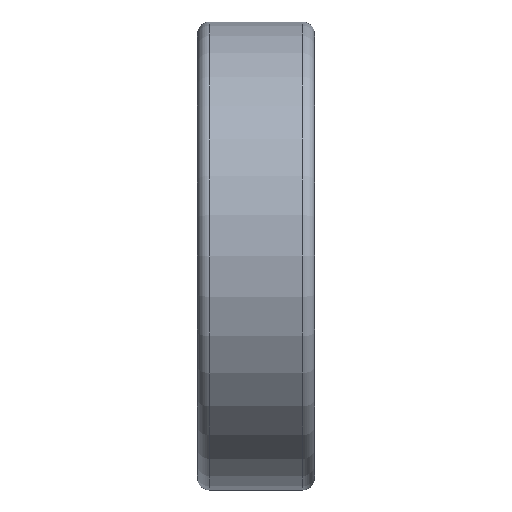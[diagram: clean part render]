
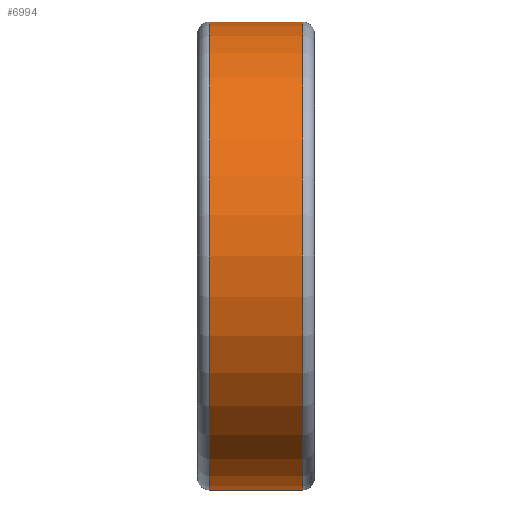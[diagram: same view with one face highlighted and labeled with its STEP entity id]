
A CAD part, front view. The second image highlights one B-rep face of the part: STEP entity #6994.
In plain terms, the highlighted cylindrical face has radius 100 mm (diameter 200 mm), a partial arc.
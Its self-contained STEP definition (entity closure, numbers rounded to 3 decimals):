
#437 = DIRECTION ( 'NONE',  ( -1., 0., 0. ) ) ;
#540 = AXIS2_PLACEMENT_3D ( 'NONE', #6220, #9943, #7237 ) ;
#753 = DIRECTION ( 'NONE',  ( -1., 0., 0. ) ) ;
#2173 = EDGE_CURVE ( 'NONE', #4130, #16650, #3077, .T. ) ;
#2308 = CARTESIAN_POINT ( 'NONE',  ( -20., 0., -100. ) ) ;
#3058 = CARTESIAN_POINT ( 'NONE',  ( -32.872, 0., 0. ) ) ;
#3077 = LINE ( 'NONE', #9402, #9469 ) ;
#4130 = VERTEX_POINT ( 'NONE', #14771 ) ;
#4414 = ORIENTED_EDGE ( 'NONE', *, *, #2173, .F. ) ;
#4543 = CARTESIAN_POINT ( 'NONE',  ( 20., 0., 0. ) ) ;
#5210 = EDGE_CURVE ( 'NONE', #8668, #16650, #12921, .T. ) ;
#5232 = CARTESIAN_POINT ( 'NONE',  ( 20., 0., 100. ) ) ;
#5390 = DIRECTION ( 'NONE',  ( -1., 0., 0. ) ) ;
#5478 = DIRECTION ( 'NONE',  ( -1., 0., 0. ) ) ;
#5542 = VERTEX_POINT ( 'NONE', #5232 ) ;
#6220 = CARTESIAN_POINT ( 'NONE',  ( -20., 0., 0. ) ) ;
#6284 = CARTESIAN_POINT ( 'NONE',  ( -20., 0., 100. ) ) ;
#6913 = CARTESIAN_POINT ( 'NONE',  ( -32.872, 0., 100. ) ) ;
#6994 = ADVANCED_FACE ( 'NONE', ( #13254 ), #11971, .T. ) ;
#7237 = DIRECTION ( 'NONE',  ( 0., 0., -1. ) ) ;
#8149 = EDGE_LOOP ( 'NONE', ( #4414, #13550, #10836, #16400 ) ) ;
#8668 = VERTEX_POINT ( 'NONE', #6284 ) ;
#8784 = VECTOR ( 'NONE', #5390, 1000. ) ;
#9402 = CARTESIAN_POINT ( 'NONE',  ( -32.872, 0., -100. ) ) ;
#9465 = DIRECTION ( 'NONE',  ( 0., 0., 1. ) ) ;
#9469 = VECTOR ( 'NONE', #5478, 1000. ) ;
#9943 = DIRECTION ( 'NONE',  ( 1., 0., 0. ) ) ;
#10124 = AXIS2_PLACEMENT_3D ( 'NONE', #4543, #753, #13583 ) ;
#10647 = LINE ( 'NONE', #6913, #8784 ) ;
#10836 = ORIENTED_EDGE ( 'NONE', *, *, #16161, .T. ) ;
#11468 = CIRCLE ( 'NONE', #10124, 100. ) ;
#11971 = CYLINDRICAL_SURFACE ( 'NONE', #13951, 100. ) ;
#12921 = CIRCLE ( 'NONE', #540, 100. ) ;
#13254 = FACE_OUTER_BOUND ( 'NONE', #8149, .T. ) ;
#13550 = ORIENTED_EDGE ( 'NONE', *, *, #14618, .T. ) ;
#13583 = DIRECTION ( 'NONE',  ( 0., 0., 1. ) ) ;
#13951 = AXIS2_PLACEMENT_3D ( 'NONE', #3058, #437, #9465 ) ;
#14618 = EDGE_CURVE ( 'NONE', #4130, #5542, #11468, .T. ) ;
#14771 = CARTESIAN_POINT ( 'NONE',  ( 20., 0., -100. ) ) ;
#16161 = EDGE_CURVE ( 'NONE', #5542, #8668, #10647, .T. ) ;
#16400 = ORIENTED_EDGE ( 'NONE', *, *, #5210, .T. ) ;
#16650 = VERTEX_POINT ( 'NONE', #2308 ) ;
